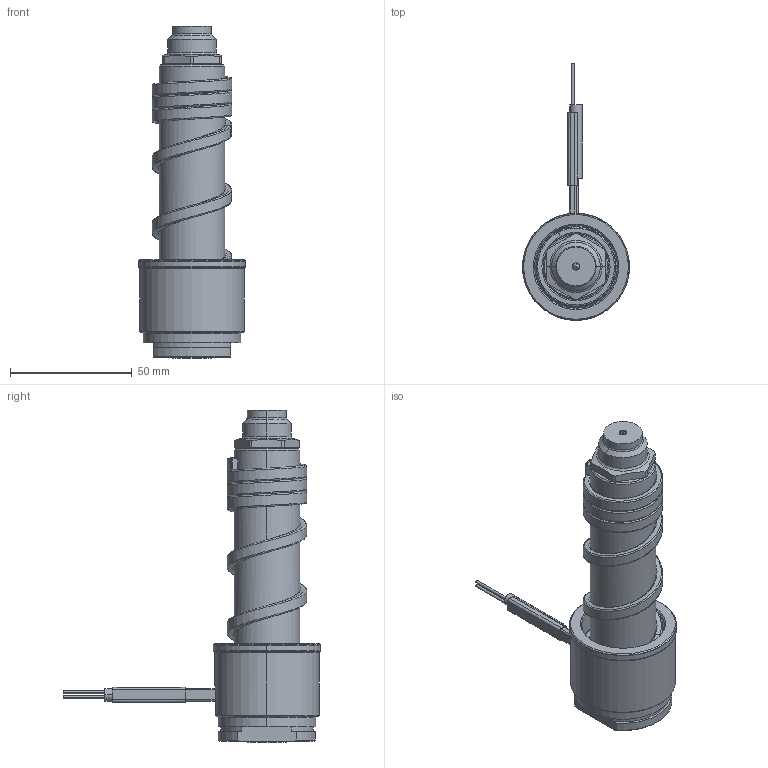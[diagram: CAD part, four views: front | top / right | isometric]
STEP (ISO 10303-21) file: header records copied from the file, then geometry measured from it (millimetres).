
FILE_DESCRIPTION((''),'2;1');
FILE_NAME('EL-136-BES-N','2014-02-25T',('Íàòàëüÿ'),('IMID'),'PRO/ENGINEER BY PARAMETRIC TECHNOLOGY CORPORATION, 2010180','PRO/ENGINEER BY PARAMETRIC TECHNOLOGY CORPORATION, 2010180','');
FILE_SCHEMA(('CONFIG_CONTROL_DESIGN'));
Length unit declared in the file: millimetre
Products named in the file (1): EL-136-BES-N
Bounding box: 44 x 105.5 x 136.3 mm (x, y, z)
Volume: 99231.1 mm3; surface area: 38235.2 mm2
Topology: 1 solids, 9 shells, 331 faces, 819 edges, 486 vertices
Faces by surface type: cylinder 109, cone 62, plane 54, bspline 52, torus 35, revolution 9, extrusion 8, sphere 2
Entity records: 17271 total; most frequent: CARTESIAN_POINT 9763, ORIENTED_EDGE 1594, DIRECTION 1483, EDGE_CURVE 809, AXIS2_PLACEMENT_3D 593, VERTEX_POINT 486, EDGE_LOOP 355, FACE_OUTER_BOUND 331
